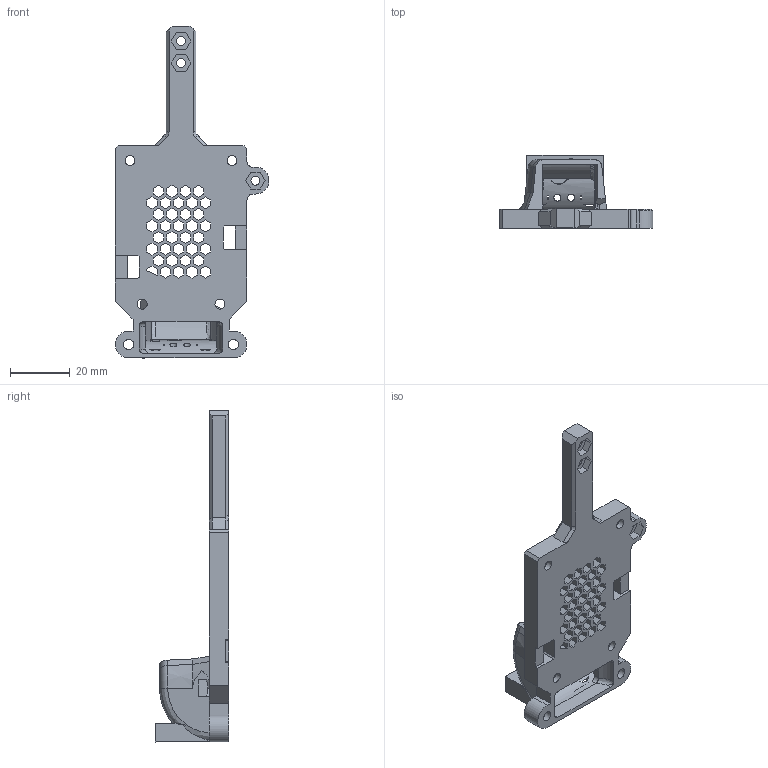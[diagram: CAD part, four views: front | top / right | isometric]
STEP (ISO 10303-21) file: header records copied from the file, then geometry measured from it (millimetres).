
FILE_DESCRIPTION(/* description */ (''),/* implementation_level */ '2;1');
FILE_NAME(/* name */ 'printhead vz_back_corexy eva 2.4 kliky 6x3mm.step',/* time_stamp */ '2022-06-05T21:45:58+01:00',/* author */ (''),/* organization */ (''),/* preprocessor_version */ 'ST-DEVELOPER v19',/* originating_system */ 'Autodesk Translation Framework v11.7.0.108',/* authorisation */ '');
FILE_SCHEMA (('AUTOMOTIVE_DESIGN { 1 0 10303 214 3 1 1 }'));
Length unit declared in the file: millimetre
Products named in the file (4): printhead vz_back_corexy eva 2.4 kliky 6x3mm; kliky edit v1 (1); Klicky (1) (1); Eva Mount (1) (1)
Assembly tree (3 placements, depth 4):
  printhead vz_back_corexy eva 2.4 kliky 6x3mm
    kliky edit v1 (1)
      Klicky (1) (1)
        Eva Mount (1) (1)
Bounding box: 51.43 x 24.41 x 111 mm (x, y, z)
Volume: 20688.7 mm3; surface area: 15677.4 mm2
Topology: 2 solids, 2 shells, 566 faces, 1656 edges, 1080 vertices
Faces by surface type: plane 444, cylinder 55, bspline 46, cone 14, torus 7
Full cylindrical faces by diameter (mm): 2.385 x2, 3 x6, 3.3 x4, 3.4 x2, 6.05 x1
Entity records: 20481 total; most frequent: CARTESIAN_POINT 5468, ORIENTED_EDGE 3310, DIRECTION 2750, EDGE_CURVE 1655, LINE 1314, VECTOR 1314, VERTEX_POINT 1080, AXIS2_PLACEMENT_3D 718
